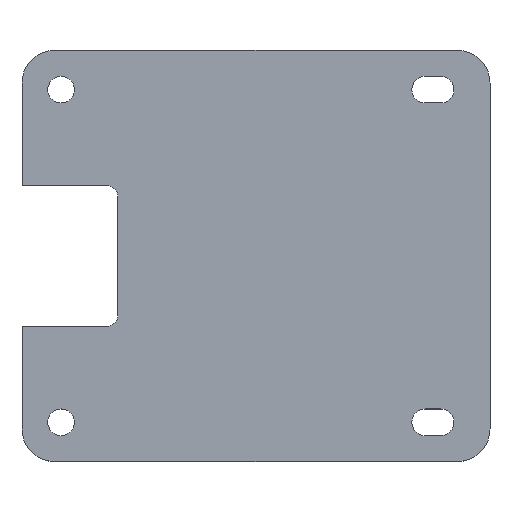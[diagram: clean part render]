
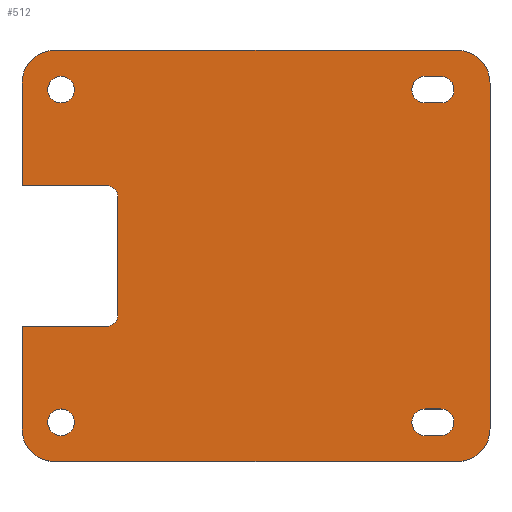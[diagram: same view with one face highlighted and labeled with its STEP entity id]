
A CAD part, top view. The second image highlights one B-rep face of the part: STEP entity #512.
In plain terms, the highlighted planar face has unit normal (0, 0, 1).
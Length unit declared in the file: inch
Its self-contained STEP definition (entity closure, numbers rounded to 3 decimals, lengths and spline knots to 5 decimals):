
#21=FACE_BOUND('',#97,.T.);
#22=FACE_BOUND('',#98,.T.);
#23=FACE_BOUND('',#99,.T.);
#24=FACE_BOUND('',#100,.T.);
#38=PLANE('',#582);
#64=FACE_OUTER_BOUND('',#96,.T.);
#96=EDGE_LOOP('',(#451,#452,#453,#454,#455,#456,#457,#458,#459,#460,#461,
#462,#463,#464));
#97=EDGE_LOOP('',(#465,#466,#467,#468));
#98=EDGE_LOOP('',(#469,#470,#471,#472));
#99=EDGE_LOOP('',(#473));
#100=EDGE_LOOP('',(#474));
#105=LINE('',#746,#151);
#119=LINE('',#798,#165);
#122=LINE('',#806,#168);
#125=LINE('',#815,#171);
#130=LINE('',#826,#176);
#132=LINE('',#832,#178);
#134=LINE('',#837,#180);
#138=LINE('',#846,#184);
#142=LINE('',#858,#188);
#144=LINE('',#864,#190);
#145=LINE('',#872,#191);
#146=LINE('',#874,#192);
#151=VECTOR('',#597,0.3937);
#165=VECTOR('',#641,0.3937);
#168=VECTOR('',#650,0.3937);
#171=VECTOR('',#659,0.3937);
#176=VECTOR('',#670,0.3937);
#178=VECTOR('',#678,0.3937);
#180=VECTOR('',#682,0.3937);
#184=VECTOR('',#692,0.3937);
#188=VECTOR('',#706,0.3937);
#190=VECTOR('',#714,0.3937);
#191=VECTOR('',#725,0.3937);
#192=VECTOR('',#728,0.3937);
#193=CIRCLE('',#534,0.25);
#206=CIRCLE('',#550,0.25);
#207=CIRCLE('',#553,0.25);
#208=CIRCLE('',#556,0.25);
#209=CIRCLE('',#559,0.083);
#210=CIRCLE('',#562,0.083);
#211=CIRCLE('',#566,0.10236);
#212=CIRCLE('',#569,0.10236);
#213=CIRCLE('',#571,0.10236);
#214=CIRCLE('',#574,0.10236);
#215=CIRCLE('',#577,0.10236);
#216=CIRCLE('',#579,0.10236);
#217=VERTEX_POINT('',#733);
#218=VERTEX_POINT('',#734);
#222=VERTEX_POINT('',#744);
#244=VERTEX_POINT('',#792);
#245=VERTEX_POINT('',#796);
#246=VERTEX_POINT('',#800);
#247=VERTEX_POINT('',#804);
#248=VERTEX_POINT('',#808);
#249=VERTEX_POINT('',#809);
#250=VERTEX_POINT('',#814);
#251=VERTEX_POINT('',#818);
#252=VERTEX_POINT('',#820);
#253=VERTEX_POINT('',#824);
#254=VERTEX_POINT('',#828);
#255=VERTEX_POINT('',#834);
#256=VERTEX_POINT('',#836);
#257=VERTEX_POINT('',#840);
#258=VERTEX_POINT('',#844);
#259=VERTEX_POINT('',#850);
#260=VERTEX_POINT('',#852);
#261=VERTEX_POINT('',#856);
#262=VERTEX_POINT('',#860);
#263=VERTEX_POINT('',#866);
#264=VERTEX_POINT('',#869);
#265=EDGE_CURVE('',#217,#218,#193,.T.);
#271=EDGE_CURVE('',#217,#222,#105,.T.);
#294=EDGE_CURVE('',#244,#222,#206,.T.);
#297=EDGE_CURVE('',#244,#245,#119,.T.);
#298=EDGE_CURVE('',#246,#245,#207,.T.);
#301=EDGE_CURVE('',#246,#247,#122,.T.);
#302=EDGE_CURVE('',#248,#249,#208,.T.);
#305=EDGE_CURVE('',#250,#249,#125,.T.);
#308=EDGE_CURVE('',#251,#252,#209,.T.);
#311=EDGE_CURVE('',#251,#253,#130,.T.);
#313=EDGE_CURVE('',#254,#253,#210,.T.);
#314=EDGE_CURVE('',#254,#250,#132,.T.);
#316=EDGE_CURVE('',#256,#255,#134,.T.);
#319=EDGE_CURVE('',#255,#257,#211,.T.);
#321=EDGE_CURVE('',#257,#258,#138,.T.);
#322=EDGE_CURVE('',#258,#256,#212,.T.);
#324=EDGE_CURVE('',#260,#259,#213,.T.);
#327=EDGE_CURVE('',#259,#261,#142,.T.);
#329=EDGE_CURVE('',#261,#262,#214,.T.);
#330=EDGE_CURVE('',#262,#260,#144,.T.);
#331=EDGE_CURVE('',#263,#263,#215,.T.);
#332=EDGE_CURVE('',#264,#264,#216,.T.);
#333=EDGE_CURVE('',#247,#252,#145,.T.);
#334=EDGE_CURVE('',#248,#218,#146,.T.);
#451=ORIENTED_EDGE('',*,*,#265,.F.);
#452=ORIENTED_EDGE('',*,*,#271,.T.);
#453=ORIENTED_EDGE('',*,*,#294,.F.);
#454=ORIENTED_EDGE('',*,*,#297,.T.);
#455=ORIENTED_EDGE('',*,*,#298,.F.);
#456=ORIENTED_EDGE('',*,*,#301,.T.);
#457=ORIENTED_EDGE('',*,*,#333,.T.);
#458=ORIENTED_EDGE('',*,*,#308,.F.);
#459=ORIENTED_EDGE('',*,*,#311,.T.);
#460=ORIENTED_EDGE('',*,*,#313,.F.);
#461=ORIENTED_EDGE('',*,*,#314,.T.);
#462=ORIENTED_EDGE('',*,*,#305,.T.);
#463=ORIENTED_EDGE('',*,*,#302,.F.);
#464=ORIENTED_EDGE('',*,*,#334,.T.);
#465=ORIENTED_EDGE('',*,*,#316,.T.);
#466=ORIENTED_EDGE('',*,*,#319,.T.);
#467=ORIENTED_EDGE('',*,*,#321,.T.);
#468=ORIENTED_EDGE('',*,*,#322,.T.);
#469=ORIENTED_EDGE('',*,*,#324,.T.);
#470=ORIENTED_EDGE('',*,*,#327,.T.);
#471=ORIENTED_EDGE('',*,*,#329,.T.);
#472=ORIENTED_EDGE('',*,*,#330,.T.);
#473=ORIENTED_EDGE('',*,*,#331,.T.);
#474=ORIENTED_EDGE('',*,*,#332,.T.);
#512=ADVANCED_FACE('',(#64,#21,#22,#23,#24),#38,.T.);
#534=AXIS2_PLACEMENT_3D('',#735,#587,#588);
#550=AXIS2_PLACEMENT_3D('',#793,#635,#636);
#553=AXIS2_PLACEMENT_3D('',#801,#644,#645);
#556=AXIS2_PLACEMENT_3D('',#810,#653,#654);
#559=AXIS2_PLACEMENT_3D('',#821,#664,#665);
#562=AXIS2_PLACEMENT_3D('',#830,#674,#675);
#566=AXIS2_PLACEMENT_3D('',#842,#687,#688);
#569=AXIS2_PLACEMENT_3D('',#848,#695,#696);
#571=AXIS2_PLACEMENT_3D('',#853,#700,#701);
#574=AXIS2_PLACEMENT_3D('',#862,#710,#711);
#577=AXIS2_PLACEMENT_3D('',#867,#717,#718);
#579=AXIS2_PLACEMENT_3D('',#870,#721,#722);
#582=AXIS2_PLACEMENT_3D('',#875,#729,#730);
#587=DIRECTION('center_axis',(0.,0.,-1.));
#588=DIRECTION('ref_axis',(0.707,-0.707,0.));
#597=DIRECTION('',(0.,1.,0.));
#635=DIRECTION('center_axis',(0.,0.,-1.));
#636=DIRECTION('ref_axis',(0.707,0.707,0.));
#641=DIRECTION('',(-1.,0.,0.));
#644=DIRECTION('center_axis',(0.,0.,-1.));
#645=DIRECTION('ref_axis',(-0.707,0.707,0.));
#650=DIRECTION('',(0.,-1.,0.));
#653=DIRECTION('center_axis',(0.,0.,-1.));
#654=DIRECTION('ref_axis',(-0.707,-0.707,0.));
#659=DIRECTION('',(0.,-1.,0.));
#664=DIRECTION('center_axis',(0.,0.,1.));
#665=DIRECTION('ref_axis',(0.707,0.707,0.));
#670=DIRECTION('',(0.,-1.,0.));
#674=DIRECTION('center_axis',(0.,0.,1.));
#675=DIRECTION('ref_axis',(0.707,-0.707,0.));
#678=DIRECTION('',(-1.,0.,0.));
#682=DIRECTION('',(1.,0.,0.));
#687=DIRECTION('center_axis',(0.,0.,-1.));
#688=DIRECTION('ref_axis',(0.,-1.,0.));
#692=DIRECTION('',(-1.,0.,0.));
#695=DIRECTION('center_axis',(0.,0.,-1.));
#696=DIRECTION('ref_axis',(0.,1.,0.));
#700=DIRECTION('center_axis',(0.,0.,-1.));
#701=DIRECTION('ref_axis',(0.,-1.,0.));
#706=DIRECTION('',(-1.,0.,0.));
#710=DIRECTION('center_axis',(0.,0.,-1.));
#711=DIRECTION('ref_axis',(0.,1.,0.));
#714=DIRECTION('',(1.,0.,0.));
#717=DIRECTION('center_axis',(0.,0.,-1.));
#718=DIRECTION('ref_axis',(-1.,0.,0.));
#721=DIRECTION('center_axis',(0.,0.,-1.));
#722=DIRECTION('ref_axis',(-1.,0.,0.));
#725=DIRECTION('',(1.,0.,0.));
#728=DIRECTION('',(1.,0.,0.));
#729=DIRECTION('center_axis',(0.,0.,1.));
#730=DIRECTION('ref_axis',(1.,0.,0.));
#733=CARTESIAN_POINT('',(2.72911,11.05288,0.22047));
#734=CARTESIAN_POINT('',(2.47911,10.80288,0.22047));
#735=CARTESIAN_POINT('Origin',(2.47911,11.05288,0.22047));
#744=CARTESIAN_POINT('',(2.72911,13.70407,0.22047));
#746=CARTESIAN_POINT('',(2.72911,12.37847,0.22047));
#792=CARTESIAN_POINT('',(2.47911,13.95407,0.22047));
#793=CARTESIAN_POINT('Origin',(2.47911,13.70407,0.22047));
#796=CARTESIAN_POINT('',(-0.609,13.95407,0.22047));
#798=CARTESIAN_POINT('',(-0.859,13.95407,0.22047));
#800=CARTESIAN_POINT('',(-0.859,13.70407,0.22047));
#801=CARTESIAN_POINT('Origin',(-0.609,13.70407,0.22047));
#804=CARTESIAN_POINT('',(-0.859,12.91784,0.22047));
#806=CARTESIAN_POINT('',(-0.859,12.91784,0.22047));
#808=CARTESIAN_POINT('',(-0.609,10.80288,0.22047));
#809=CARTESIAN_POINT('',(-0.859,11.05288,0.22047));
#810=CARTESIAN_POINT('Origin',(-0.609,11.05288,0.22047));
#814=CARTESIAN_POINT('',(-0.859,11.8391,0.22047));
#815=CARTESIAN_POINT('',(-0.859,10.80288,0.22047));
#818=CARTESIAN_POINT('',(-0.124,12.83484,0.22047));
#820=CARTESIAN_POINT('',(-0.207,12.91784,0.22047));
#821=CARTESIAN_POINT('Origin',(-0.207,12.83484,0.22047));
#824=CARTESIAN_POINT('',(-0.124,11.9221,0.22047));
#826=CARTESIAN_POINT('',(-0.124,12.37847,0.22047));
#828=CARTESIAN_POINT('',(-0.207,11.8391,0.22047));
#830=CARTESIAN_POINT('Origin',(-0.207,11.9221,0.22047));
#832=CARTESIAN_POINT('',(-0.859,11.8391,0.22047));
#834=CARTESIAN_POINT('',(2.35037,13.75643,0.22047));
#836=CARTESIAN_POINT('',(2.23226,13.75643,0.22047));
#837=CARTESIAN_POINT('',(1.59909,13.75643,0.22047));
#840=CARTESIAN_POINT('',(2.35037,13.5517,0.22047));
#842=CARTESIAN_POINT('Origin',(2.35037,13.65407,0.22047));
#844=CARTESIAN_POINT('',(2.23226,13.5517,0.22047));
#846=CARTESIAN_POINT('',(1.54004,13.5517,0.22047));
#848=CARTESIAN_POINT('Origin',(2.23226,13.65407,0.22047));
#850=CARTESIAN_POINT('',(2.35037,11.00052,0.22047));
#852=CARTESIAN_POINT('',(2.35037,11.20525,0.22047));
#853=CARTESIAN_POINT('Origin',(2.35037,11.10288,0.22047));
#856=CARTESIAN_POINT('',(2.23226,11.00052,0.22047));
#858=CARTESIAN_POINT('',(1.54004,11.00052,0.22047));
#860=CARTESIAN_POINT('',(2.23226,11.20525,0.22047));
#862=CARTESIAN_POINT('Origin',(2.23226,11.10288,0.22047));
#864=CARTESIAN_POINT('',(1.59909,11.20525,0.22047));
#866=CARTESIAN_POINT('',(-0.45664,13.65407,0.22047));
#867=CARTESIAN_POINT('Origin',(-0.559,13.65407,0.22047));
#869=CARTESIAN_POINT('',(-0.45664,11.10288,0.22047));
#870=CARTESIAN_POINT('Origin',(-0.559,11.10288,0.22047));
#872=CARTESIAN_POINT('',(-0.124,12.91784,0.22047));
#874=CARTESIAN_POINT('',(2.72911,10.80288,0.22047));
#875=CARTESIAN_POINT('Origin',(0.84781,12.37847,0.22047));
